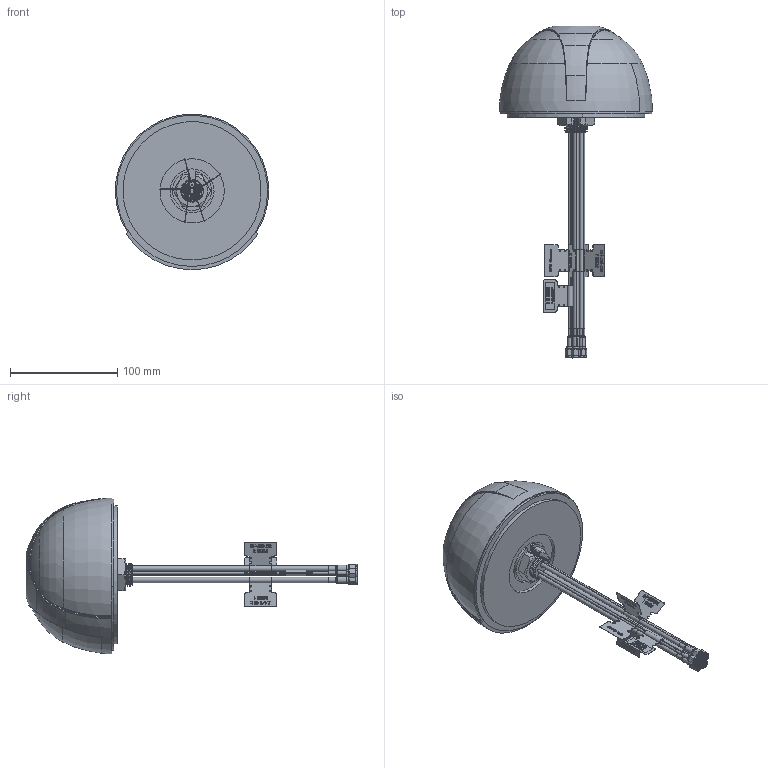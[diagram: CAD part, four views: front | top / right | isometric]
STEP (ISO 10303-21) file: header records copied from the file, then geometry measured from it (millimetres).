
FILE_DESCRIPTION (( 'STEP AP214' ), '1' );
FILE_NAME ('MA752.B.ABICG.001_Web.STEP', '2022-03-21T15:30:32', ( '' ), ( '' ), 'SwSTEP 2.0', 'SolidWorks 2018', '' );
FILE_SCHEMA (( 'AUTOMOTIVE_DESIGN' ));
Length unit declared in the file: millimetre
Products named in the file (1): MA752.B.ABICG.001_Web
Bounding box: 142.93 x 309.7 x 145.08 mm (x, y, z)
Surface area: 125750.8 mm2 (no closed solid volume)
Topology: 0 solids, 118 shells, 570 faces, 4130 edges, 3674 vertices
Faces by surface type: plane 237, cylinder 180, bspline 61, torus 55, cone 37
Entity records: 69235 total; most frequent: CARTESIAN_POINT 36245, ORIENTED_EDGE 4979, DIRECTION 4234, EDGE_CURVE 4122, VERTEX_POINT 3673, LINE 2002, VECTOR 2002, B_SPLINE_CURVE_WITH_KNOTS 1351
